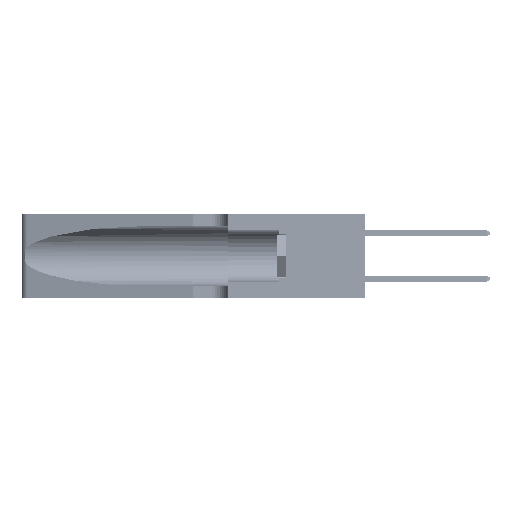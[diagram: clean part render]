
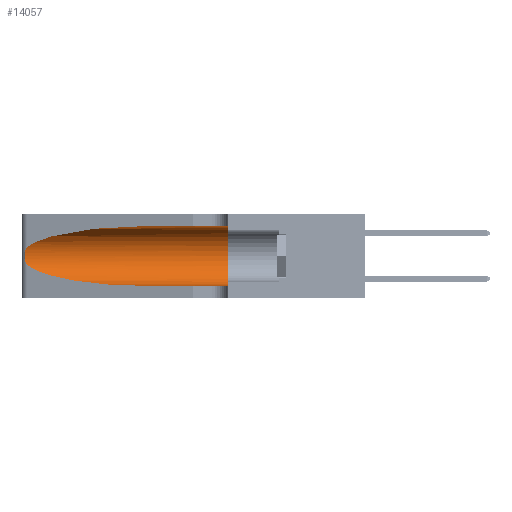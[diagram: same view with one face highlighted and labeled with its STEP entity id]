
A CAD part, left-side view. The second image highlights one B-rep face of the part: STEP entity #14057.
In plain terms, the highlighted cylindrical face has radius 3.308 mm (diameter 6.617 mm), a partial arc.
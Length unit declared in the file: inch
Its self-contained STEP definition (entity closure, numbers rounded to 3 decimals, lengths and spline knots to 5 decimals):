
#598 = LINE ( 'NONE', #2460, #40658 ) ;
#809 = CARTESIAN_POINT ( 'NONE',  ( 0.25555, 1.22994, 0.2215 ) ) ;
#988 = CARTESIAN_POINT ( 'NONE',  ( 0.25856, 1.23593, 0.16098 ) ) ;
#1329 = VERTEX_POINT ( 'NONE', #21703 ) ;
#1514 = EDGE_CURVE ( 'NONE', #13527, #2153, #21150, .T. ) ;
#2153 = VERTEX_POINT ( 'NONE', #26557 ) ;
#2460 = CARTESIAN_POINT ( 'NONE',  ( 0.1305, 1.61858, 0.05475 ) ) ;
#3041 = CIRCLE ( 'NONE', #20701, 0.13025 ) ;
#3355 = CARTESIAN_POINT ( 'NONE',  ( 0.18966, 0.96281, 0.05475 ) ) ;
#4797 = EDGE_CURVE ( 'NONE', #1329, #23101, #43803, .T. ) ;
#4986 = CARTESIAN_POINT ( 'NONE',  ( 0.25639, 1.23186, 0.15144 ) ) ;
#5389 = ORIENTED_EDGE ( 'NONE', *, *, #31057, .F. ) ;
#5634 = DIRECTION ( 'NONE',  ( 0., 0., -1. ) ) ;
#6423 = DIRECTION ( 'NONE',  ( 0., -1., 0. ) ) ;
#6441 = EDGE_CURVE ( 'NONE', #2153, #14947, #598, .T. ) ;
#7523 = DIRECTION ( 'NONE',  ( 0., 1., 0. ) ) ;
#8947 = CARTESIAN_POINT ( 'NONE',  ( 0.25487, 1.22718, 0.14631 ) ) ;
#9357 = CARTESIAN_POINT ( 'NONE',  ( 0.2373, 1.15595, 0.28018 ) ) ;
#12722 = CARTESIAN_POINT ( 'NONE',  ( 0.25639, 1.23184, 0.21858 ) ) ;
#13120 = CARTESIAN_POINT ( 'NONE',  ( 0.18966, 0.96281, 0.31525 ) ) ;
#13527 = VERTEX_POINT ( 'NONE', #18356 ) ;
#14057 = ADVANCED_FACE ( 'NONE', ( #31205 ), #40106, .F. ) ;
#14285 = ORIENTED_EDGE ( 'NONE', *, *, #48336, .T. ) ;
#14947 = VERTEX_POINT ( 'NONE', #45560 ) ;
#15056 = CARTESIAN_POINT ( 'NONE',  ( 0.2373, 1.15595, 0.08982 ) ) ;
#15224 = CARTESIAN_POINT ( 'NONE',  ( 0.25487, 1.22718, 0.14631 ) ) ;
#16628 = CARTESIAN_POINT ( 'NONE',  ( 0.25854, 1.2359, 0.20912 ) ) ;
#17324 = ORIENTED_EDGE ( 'NONE', *, *, #4797, .F. ) ;
#18356 = CARTESIAN_POINT ( 'NONE',  ( 0.25487, 1.22718, 0.14631 ) ) ;
#20567 = CARTESIAN_POINT ( 'NONE',  ( 0.26075, 1.23896, 0.19203 ) ) ;
#20701 = AXIS2_PLACEMENT_3D ( 'NONE', #30841, #7523, #34685 ) ;
#21150 =( BOUNDED_CURVE ( )  B_SPLINE_CURVE ( 3, ( #15224, #15056, #3355, #42110 ),
 .UNSPECIFIED., .F., .F. ) 
 B_SPLINE_CURVE_WITH_KNOTS ( ( 4, 4 ),
 ( 3.44316, 4.71239 ),
 .UNSPECIFIED. ) 
 CURVE ( )  GEOMETRIC_REPRESENTATION_ITEM ( )  RATIONAL_B_SPLINE_CURVE ( ( 1., 0.87, 0.87, 1. ) ) 
 REPRESENTATION_ITEM ( '' )  );
#21703 = CARTESIAN_POINT ( 'NONE',  ( 0.1305, 0.72297, 0.31525 ) ) ;
#23101 = VERTEX_POINT ( 'NONE', #35758 ) ;
#23346 = DIRECTION ( 'NONE',  ( 0., -1., 0. ) ) ;
#23489 = VECTOR ( 'NONE', #23346, 39.37008 ) ;
#23567 = ORIENTED_EDGE ( 'NONE', *, *, #1514, .T. ) ;
#23635 =( BOUNDED_CURVE ( )  B_SPLINE_CURVE ( 3, ( #24869, #13120, #9357, #36428 ),
 .UNSPECIFIED., .F., .F. ) 
 B_SPLINE_CURVE_WITH_KNOTS ( ( 4, 4 ),
 ( 1.5708, 2.84003 ),
 .UNSPECIFIED. ) 
 CURVE ( )  GEOMETRIC_REPRESENTATION_ITEM ( )  RATIONAL_B_SPLINE_CURVE ( ( 1., 0.87, 0.87, 1. ) ) 
 REPRESENTATION_ITEM ( '' )  );
#23748 = CARTESIAN_POINT ( 'NONE',  ( 0.25487, 1.22718, 0.22369 ) ) ;
#24264 = VERTEX_POINT ( 'NONE', #23748 ) ;
#24466 = CARTESIAN_POINT ( 'NONE',  ( 0.26017, 1.23833, 0.17102 ) ) ;
#24869 = CARTESIAN_POINT ( 'NONE',  ( 0.1305, 0.72297, 0.31525 ) ) ;
#25582 = ORIENTED_EDGE ( 'NONE', *, *, #27393, .T. ) ;
#26557 = CARTESIAN_POINT ( 'NONE',  ( 0.1305, 0.72297, 0.05475 ) ) ;
#27393 = EDGE_CURVE ( 'NONE', #24264, #13527, #44152, .T. ) ;
#28194 = CARTESIAN_POINT ( 'NONE',  ( 0.25487, 1.22718, 0.22369 ) ) ;
#28354 = CARTESIAN_POINT ( 'NONE',  ( 0.25789, 1.23486, 0.15765 ) ) ;
#30666 = EDGE_LOOP ( 'NONE', ( #14285, #25582, #23567, #39095, #5389, #17324 ) ) ;
#30841 = CARTESIAN_POINT ( 'NONE',  ( 0.1305, 0.35, 0.185 ) ) ;
#31057 = EDGE_CURVE ( 'NONE', #23101, #14947, #3041, .T. ) ;
#31205 = FACE_OUTER_BOUND ( 'NONE', #30666, .T. ) ;
#32195 = CARTESIAN_POINT ( 'NONE',  ( 0.25555, 1.22993, 0.14849 ) ) ;
#34685 = DIRECTION ( 'NONE',  ( 0., 0., 1. ) ) ;
#34927 = CARTESIAN_POINT ( 'NONE',  ( 0.1305, 1.61858, 0.31525 ) ) ;
#35758 = CARTESIAN_POINT ( 'NONE',  ( 0.1305, 0.35, 0.31525 ) ) ;
#36428 = CARTESIAN_POINT ( 'NONE',  ( 0.25487, 1.22718, 0.22369 ) ) ;
#36661 = CARTESIAN_POINT ( 'NONE',  ( 0.1305, 1.61858, 0.185 ) ) ;
#39095 = ORIENTED_EDGE ( 'NONE', *, *, #6441, .T. ) ;
#39670 = CARTESIAN_POINT ( 'NONE',  ( 0.25787, 1.23484, 0.2124 ) ) ;
#40106 = CYLINDRICAL_SURFACE ( 'NONE', #40146, 0.13025 ) ;
#40146 = AXIS2_PLACEMENT_3D ( 'NONE', #36661, #40319, #5634 ) ;
#40319 = DIRECTION ( 'NONE',  ( 0., -1., 0. ) ) ;
#40658 = VECTOR ( 'NONE', #6423, 39.37008 ) ;
#42110 = CARTESIAN_POINT ( 'NONE',  ( 0.1305, 0.72297, 0.05475 ) ) ;
#43497 = CARTESIAN_POINT ( 'NONE',  ( 0.26018, 1.23835, 0.19895 ) ) ;
#43803 = LINE ( 'NONE', #34927, #23489 ) ;
#44152 = B_SPLINE_CURVE_WITH_KNOTS ( 'NONE', 3,
 ( #28194, #809, #12722, #39670, #16628, #43497, #20567, #47338, #24466, #988, #28354, #4986, #32195, #8947 ),
 .UNSPECIFIED., .F., .F.,
 ( 4, 2, 2, 2, 2, 2, 4 ),
 ( 0., 0.00027, 0.00053, 0.00107, 0.0016, 0.00187, 0.00214 ),
 .UNSPECIFIED. ) ;
#45560 = CARTESIAN_POINT ( 'NONE',  ( 0.1305, 0.35, 0.05475 ) ) ;
#47338 = CARTESIAN_POINT ( 'NONE',  ( 0.26075, 1.23896, 0.178 ) ) ;
#48336 = EDGE_CURVE ( 'NONE', #1329, #24264, #23635, .T. ) ;
